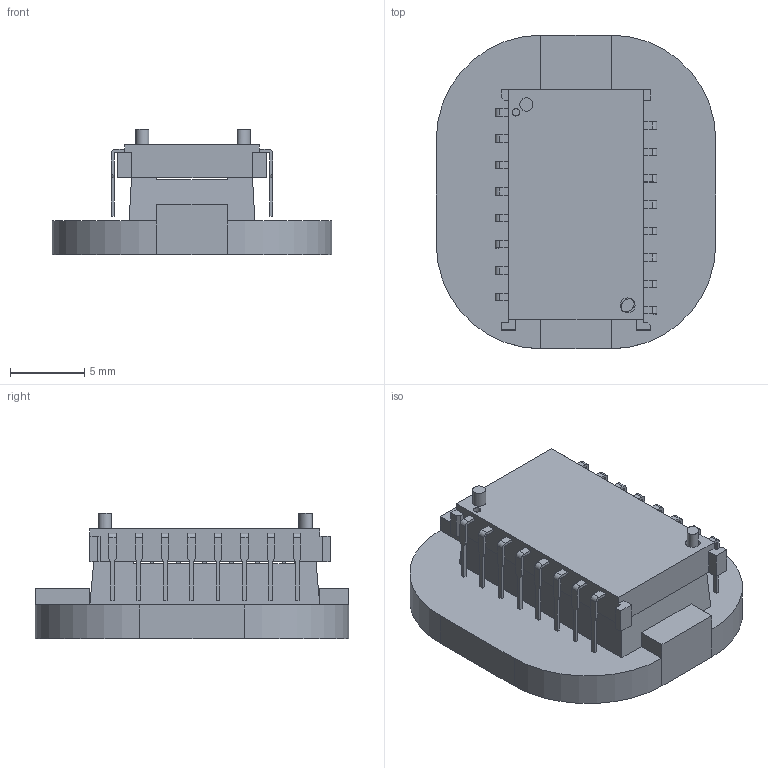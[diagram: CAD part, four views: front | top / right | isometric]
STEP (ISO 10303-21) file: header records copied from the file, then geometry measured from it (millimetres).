
FILE_DESCRIPTION(/* description */ (''),/* implementation_level */ '2;1');
FILE_NAME(/* name */ 'PMW3360 v12.step',/* time_stamp */ '2022-05-02T22:57:21+04:00',/* author */ (''),/* organization */ (''),/* preprocessor_version */ 'ST-DEVELOPER v18.1',/* originating_system */ 'Autodesk Translation Framework v10.14.0.1471',/* authorisation */ '');
FILE_SCHEMA (('AUTOMOTIVE_DESIGN { 1 0 10303 214 3 1 1 }'));
Length unit declared in the file: millimetre
Products named in the file (5): PMW3360; Chip; Lead; Lead(Mirror); Lens
Assembly tree (18 placements, depth 3):
  PMW3360
    Chip
      Lead  x8
      Lead(Mirror)  x8
    Lens
Bounding box: 18.85 x 21.15 x 8.46 mm (x, y, z)
Volume: 1241.8 mm3; surface area: 1902.1 mm2
Topology: 18 solids, 18 shells, 357 faces, 919 edges, 610 vertices
Faces by surface type: plane 300, cylinder 56, bspline 1
Full cylindrical faces by diameter (mm): 0.5 x1, 0.9 x2, 1 x1
Entity records: 5135 total; most frequent: CARTESIAN_POINT 890, DIRECTION 839, ORIENTED_EDGE 830, EDGE_CURVE 415, LINE 357, VECTOR 357, VERTEX_POINT 274, AXIS2_PLACEMENT_3D 241
